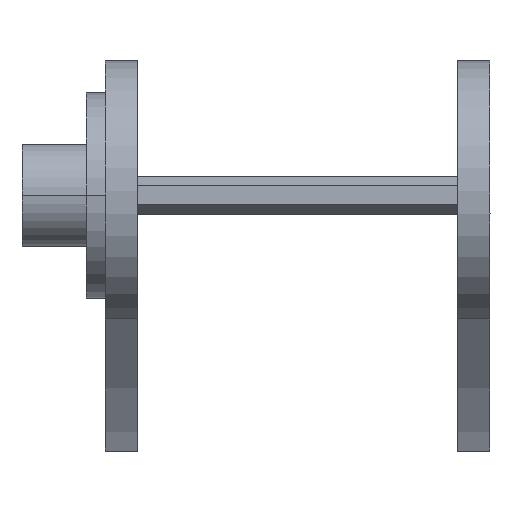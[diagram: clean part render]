
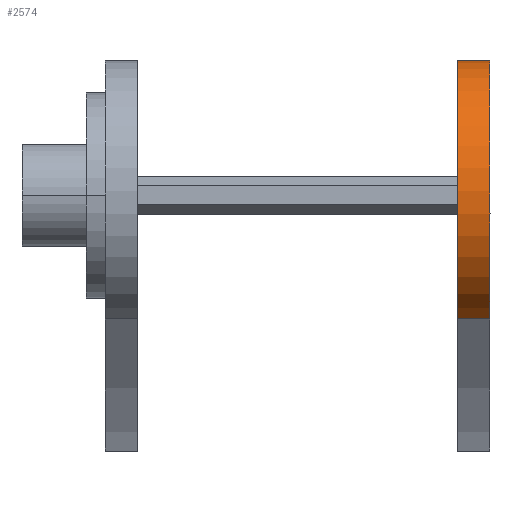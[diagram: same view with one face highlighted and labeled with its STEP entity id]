
A CAD part, left-side view. The second image highlights one B-rep face of the part: STEP entity #2574.
In plain terms, the highlighted cylindrical face has radius 21 mm (diameter 42 mm), a partial arc.
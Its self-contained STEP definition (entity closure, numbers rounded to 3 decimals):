
#24 = VERTEX_POINT ( 'NONE', #347 ) ;
#35 = VERTEX_POINT ( 'NONE', #897 ) ;
#79 = DIRECTION ( 'NONE',  ( 0., 1., 0. ) ) ;
#99 = CARTESIAN_POINT ( 'NONE',  ( 0., -9.666, 28.524 ) ) ;
#113 = CARTESIAN_POINT ( 'NONE',  ( 0., -14.666, 28.524 ) ) ;
#347 = CARTESIAN_POINT ( 'NONE',  ( -8.37, -9.666, -11.736 ) ) ;
#428 = ORIENTED_EDGE ( 'NONE', *, *, #2450, .T. ) ;
#457 = AXIS2_PLACEMENT_3D ( 'NONE', #678, #1209, #663 ) ;
#493 = VECTOR ( 'NONE', #2299, 1000. ) ;
#663 = DIRECTION ( 'NONE',  ( 0., 0., 1. ) ) ;
#678 = CARTESIAN_POINT ( 'NONE',  ( 0., -14.666, 7.524 ) ) ;
#745 = VERTEX_POINT ( 'NONE', #99 ) ;
#897 = CARTESIAN_POINT ( 'NONE',  ( -8.37, -14.666, -11.736 ) ) ;
#918 = EDGE_CURVE ( 'NONE', #1091, #35, #3124, .T. ) ;
#975 = ORIENTED_EDGE ( 'NONE', *, *, #918, .F. ) ;
#981 = DIRECTION ( 'NONE',  ( 0., -1., 0. ) ) ;
#1012 = DIRECTION ( 'NONE',  ( 0., 0., -1. ) ) ;
#1091 = VERTEX_POINT ( 'NONE', #1836 ) ;
#1209 = DIRECTION ( 'NONE',  ( 0., 1., 0. ) ) ;
#1237 = VECTOR ( 'NONE', #79, 1000. ) ;
#1400 = CIRCLE ( 'NONE', #3203, 21. ) ;
#1429 = EDGE_CURVE ( 'NONE', #35, #24, #1797, .T. ) ;
#1609 = LINE ( 'NONE', #113, #1237 ) ;
#1797 = LINE ( 'NONE', #3039, #493 ) ;
#1836 = CARTESIAN_POINT ( 'NONE',  ( 0., -14.666, 28.524 ) ) ;
#1994 = EDGE_LOOP ( 'NONE', ( #975, #428, #2348, #2176 ) ) ;
#2176 = ORIENTED_EDGE ( 'NONE', *, *, #1429, .F. ) ;
#2238 = DIRECTION ( 'NONE',  ( 0., 0., -1. ) ) ;
#2299 = DIRECTION ( 'NONE',  ( 0., 1., 0. ) ) ;
#2348 = ORIENTED_EDGE ( 'NONE', *, *, #2956, .T. ) ;
#2450 = EDGE_CURVE ( 'NONE', #1091, #745, #1609, .T. ) ;
#2457 = FACE_OUTER_BOUND ( 'NONE', #1994, .T. ) ;
#2574 = ADVANCED_FACE ( 'NONE', ( #2457 ), #2720, .T. ) ;
#2718 = DIRECTION ( 'NONE',  ( 0., -1., 0. ) ) ;
#2720 = CYLINDRICAL_SURFACE ( 'NONE', #457, 21. ) ;
#2956 = EDGE_CURVE ( 'NONE', #745, #24, #1400, .T. ) ;
#2967 = CARTESIAN_POINT ( 'NONE',  ( 0., -14.666, 7.524 ) ) ;
#3039 = CARTESIAN_POINT ( 'NONE',  ( -8.37, -14.666, -11.736 ) ) ;
#3124 = CIRCLE ( 'NONE', #3227, 21. ) ;
#3188 = CARTESIAN_POINT ( 'NONE',  ( 0., -9.666, 7.524 ) ) ;
#3203 = AXIS2_PLACEMENT_3D ( 'NONE', #3188, #981, #2238 ) ;
#3227 = AXIS2_PLACEMENT_3D ( 'NONE', #2967, #2718, #1012 ) ;
